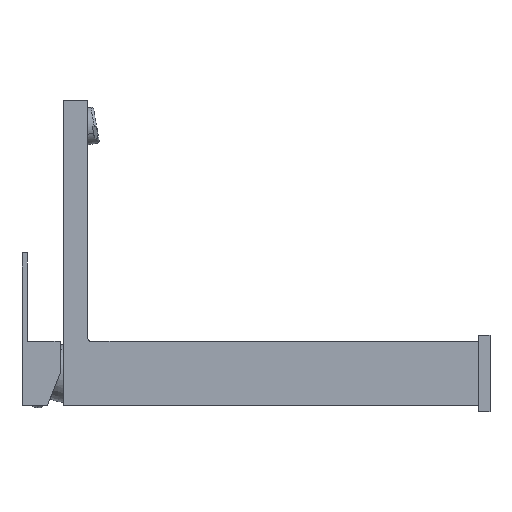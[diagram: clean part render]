
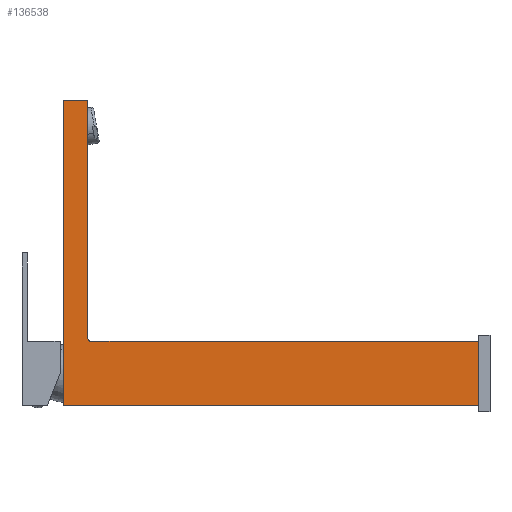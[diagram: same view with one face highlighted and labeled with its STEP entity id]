
A CAD part, left-side view. The second image highlights one B-rep face of the part: STEP entity #136538.
In plain terms, the highlighted planar face has unit normal (-1, 0, 0).
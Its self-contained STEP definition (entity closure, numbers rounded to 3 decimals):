
#1400 = DIRECTION ( 'NONE',  ( 0., 0., -1. ) ) ;
#5810 = DIRECTION ( 'NONE',  ( 0., -1., 0. ) ) ;
#6137 = EDGE_CURVE ( 'NONE', #35427, #99496, #12478, .T. ) ;
#11326 = DIRECTION ( 'NONE',  ( 0., -1., 0. ) ) ;
#12478 = LINE ( 'NONE', #46187, #42647 ) ;
#13944 = EDGE_CURVE ( 'NONE', #74214, #80502, #98961, .T. ) ;
#14479 = LINE ( 'NONE', #147890, #71482 ) ;
#14848 = EDGE_CURVE ( 'NONE', #48730, #99496, #100518, .T. ) ;
#18713 = VERTEX_POINT ( 'NONE', #93670 ) ;
#21270 = DIRECTION ( 'NONE',  ( 1., 0., 0. ) ) ;
#23473 = ORIENTED_EDGE ( 'NONE', *, *, #143021, .F. ) ;
#28979 = ORIENTED_EDGE ( 'NONE', *, *, #14848, .T. ) ;
#35205 = PLANE ( 'NONE',  #51885 ) ;
#35427 = VERTEX_POINT ( 'NONE', #94236 ) ;
#36130 = CARTESIAN_POINT ( 'NONE',  ( -21., 0., 21. ) ) ;
#38635 = ORIENTED_EDGE ( 'NONE', *, *, #68435, .F. ) ;
#41879 = ORIENTED_EDGE ( 'NONE', *, *, #56155, .T. ) ;
#42647 = VECTOR ( 'NONE', #137496, 1000. ) ;
#43637 = FACE_OUTER_BOUND ( 'NONE', #62043, .T. ) ;
#44009 = CARTESIAN_POINT ( 'NONE',  ( -21., 0., -21. ) ) ;
#45912 = VECTOR ( 'NONE', #80271, 1000. ) ;
#46187 = CARTESIAN_POINT ( 'NONE',  ( -21., 256., 179. ) ) ;
#48730 = VERTEX_POINT ( 'NONE', #113225 ) ;
#50587 = CARTESIAN_POINT ( 'NONE',  ( -21., 272., 21. ) ) ;
#51885 = AXIS2_PLACEMENT_3D ( 'NONE', #80598, #69636, #1400 ) ;
#55230 = DIRECTION ( 'NONE',  ( 0., 1., 0. ) ) ;
#56155 = EDGE_CURVE ( 'NONE', #35427, #18713, #117480, .T. ) ;
#62043 = EDGE_LOOP ( 'NONE', ( #106452, #23473, #28979, #125993, #41879, #38635, #125412 ) ) ;
#68435 = EDGE_CURVE ( 'NONE', #78255, #18713, #106609, .T. ) ;
#69636 = DIRECTION ( 'NONE',  ( 1., 0., 0. ) ) ;
#71482 = VECTOR ( 'NONE', #11326, 1000. ) ;
#74214 = VERTEX_POINT ( 'NONE', #142220 ) ;
#78255 = VERTEX_POINT ( 'NONE', #137610 ) ;
#80271 = DIRECTION ( 'NONE',  ( 0., 0., 1. ) ) ;
#80502 = VERTEX_POINT ( 'NONE', #36130 ) ;
#80598 = CARTESIAN_POINT ( 'NONE',  ( -21., 272., -21. ) ) ;
#81548 = AXIS2_PLACEMENT_3D ( 'NONE', #89506, #21270, #100970 ) ;
#84320 = VECTOR ( 'NONE', #5810, 1000. ) ;
#87108 = VECTOR ( 'NONE', #55230, 1000. ) ;
#89395 = DIRECTION ( 'NONE',  ( 0., 0., 1. ) ) ;
#89506 = CARTESIAN_POINT ( 'NONE',  ( -21., 254., 23. ) ) ;
#93670 = CARTESIAN_POINT ( 'NONE',  ( -21., 272., 179. ) ) ;
#94236 = CARTESIAN_POINT ( 'NONE',  ( -21., 256., 179. ) ) ;
#98961 = LINE ( 'NONE', #44009, #129356 ) ;
#99496 = VERTEX_POINT ( 'NONE', #132290 ) ;
#100518 = CIRCLE ( 'NONE', #81548, 2. ) ;
#100970 = DIRECTION ( 'NONE',  ( 0., 0., -1. ) ) ;
#106452 = ORIENTED_EDGE ( 'NONE', *, *, #13944, .T. ) ;
#106609 = LINE ( 'NONE', #114166, #45912 ) ;
#113225 = CARTESIAN_POINT ( 'NONE',  ( -21., 254., 21. ) ) ;
#114166 = CARTESIAN_POINT ( 'NONE',  ( -21., 272., -21. ) ) ;
#114662 = LINE ( 'NONE', #50587, #84320 ) ;
#117480 = LINE ( 'NONE', #134572, #87108 ) ;
#121075 = EDGE_CURVE ( 'NONE', #78255, #74214, #14479, .T. ) ;
#125412 = ORIENTED_EDGE ( 'NONE', *, *, #121075, .T. ) ;
#125993 = ORIENTED_EDGE ( 'NONE', *, *, #6137, .F. ) ;
#129356 = VECTOR ( 'NONE', #89395, 1000. ) ;
#132290 = CARTESIAN_POINT ( 'NONE',  ( -21., 256., 23. ) ) ;
#134572 = CARTESIAN_POINT ( 'NONE',  ( -21., 272., 179. ) ) ;
#136538 = ADVANCED_FACE ( 'NONE', ( #43637 ), #35205, .F. ) ;
#137496 = DIRECTION ( 'NONE',  ( 0., 0., -1. ) ) ;
#137610 = CARTESIAN_POINT ( 'NONE',  ( -21., 272., -21. ) ) ;
#142220 = CARTESIAN_POINT ( 'NONE',  ( -21., 0., -21. ) ) ;
#143021 = EDGE_CURVE ( 'NONE', #48730, #80502, #114662, .T. ) ;
#147890 = CARTESIAN_POINT ( 'NONE',  ( -21., 272., -21. ) ) ;
